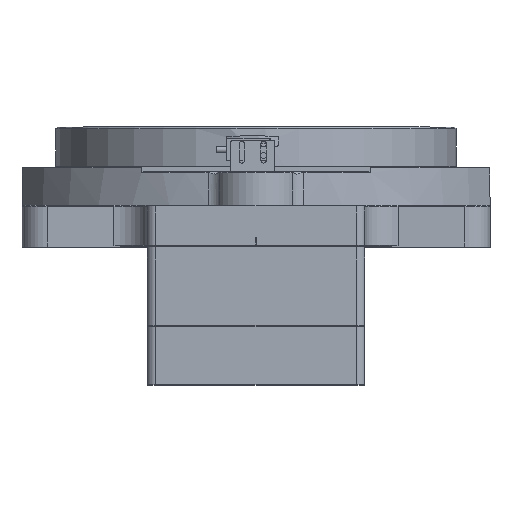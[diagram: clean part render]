
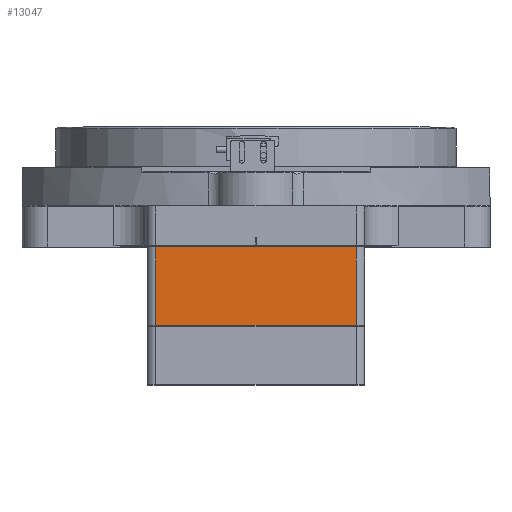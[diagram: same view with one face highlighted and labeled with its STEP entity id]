
A CAD part, top view. The second image highlights one B-rep face of the part: STEP entity #13047.
In plain terms, the highlighted planar face has unit normal (0, 0, 1).
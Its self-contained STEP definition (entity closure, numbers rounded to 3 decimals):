
#210 = EDGE_CURVE ( 'NONE', #26420, #16663, #27046, .T. ) ;
#291 = EDGE_CURVE ( 'NONE', #14221, #29551, #26111, .T. ) ;
#1515 = CARTESIAN_POINT ( 'NONE',  ( -60., -47., 206. ) ) ;
#1739 = EDGE_CURVE ( 'NONE', #29551, #26420, #5341, .T. ) ;
#5328 = DIRECTION ( 'NONE',  ( -1., 0., 0. ) ) ;
#5334 = CARTESIAN_POINT ( 'NONE',  ( -60., 0., 206. ) ) ;
#5341 = LINE ( 'NONE', #5334, #33508 ) ;
#7733 = EDGE_CURVE ( 'NONE', #16663, #14221, #8245, .T. ) ;
#7815 = EDGE_LOOP ( 'NONE', ( #26786, #26800, #26884, #26978 ) ) ;
#8157 = DIRECTION ( 'NONE',  ( 1., 0., 0. ) ) ;
#8194 = CARTESIAN_POINT ( 'NONE',  ( 65., -47., 206. ) ) ;
#8245 = LINE ( 'NONE', #8194, #25503 ) ;
#9119 = DIRECTION ( 'NONE',  ( -1., 0., 0. ) ) ;
#9158 = DIRECTION ( 'NONE',  ( 0., 0., 1. ) ) ;
#9164 = CARTESIAN_POINT ( 'NONE',  ( 65., 0.5, 206. ) ) ;
#9191 = PLANE ( 'NONE',  #34276 ) ;
#9197 = FACE_OUTER_BOUND ( 'NONE', #7815, .T. ) ;
#9491 = VECTOR ( 'NONE', #26023, 1000. ) ;
#13047 = ADVANCED_FACE ( 'NONE', ( #9197 ), #9191, .T. ) ;
#14221 = VERTEX_POINT ( 'NONE', #33254 ) ;
#16663 = VERTEX_POINT ( 'NONE', #1515 ) ;
#22323 = VECTOR ( 'NONE', #26954, 1000. ) ;
#23192 = CARTESIAN_POINT ( 'NONE',  ( -60., 0., 206. ) ) ;
#25503 = VECTOR ( 'NONE', #8157, 1000. ) ;
#26023 = DIRECTION ( 'NONE',  ( 0., 1., 0. ) ) ;
#26060 = CARTESIAN_POINT ( 'NONE',  ( 60., 0.5, 206. ) ) ;
#26111 = LINE ( 'NONE', #26060, #9491 ) ;
#26420 = VERTEX_POINT ( 'NONE', #23192 ) ;
#26786 = ORIENTED_EDGE ( 'NONE', *, *, #291, .T. ) ;
#26800 = ORIENTED_EDGE ( 'NONE', *, *, #1739, .T. ) ;
#26884 = ORIENTED_EDGE ( 'NONE', *, *, #210, .T. ) ;
#26928 = CARTESIAN_POINT ( 'NONE',  ( 60., 0., 206. ) ) ;
#26954 = DIRECTION ( 'NONE',  ( 0., -1., 0. ) ) ;
#26978 = ORIENTED_EDGE ( 'NONE', *, *, #7733, .T. ) ;
#26989 = CARTESIAN_POINT ( 'NONE',  ( -60., 0.5, 206. ) ) ;
#27046 = LINE ( 'NONE', #26989, #22323 ) ;
#29551 = VERTEX_POINT ( 'NONE', #26928 ) ;
#33254 = CARTESIAN_POINT ( 'NONE',  ( 60., -47., 206. ) ) ;
#33508 = VECTOR ( 'NONE', #5328, 1000. ) ;
#34276 = AXIS2_PLACEMENT_3D ( 'NONE', #9164, #9158, #9119 ) ;
